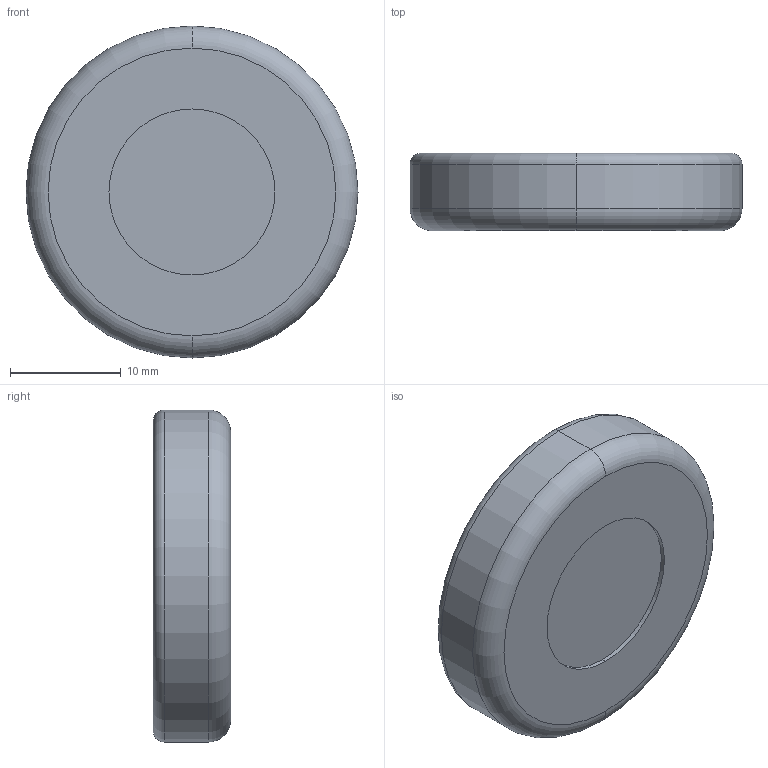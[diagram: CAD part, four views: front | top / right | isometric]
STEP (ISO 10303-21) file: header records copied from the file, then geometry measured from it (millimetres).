
FILE_DESCRIPTION (( 'STEP AP214' ), '1' );
FILE_NAME ('098dg040.STEP', '2014-08-13T08:25:33', ( '' ), ( '' ), 'SwSTEP 2.0', 'SolidWorks 2014', '' );
FILE_SCHEMA (( 'AUTOMOTIVE_DESIGN' ));
Length unit declared in the file: millimetre
Products named in the file (1): 098dg040
Bounding box: 30 x 7 x 30 mm (x, y, z)
Volume: 4011.7 mm3; surface area: 2186.1 mm2
Topology: 1 solids, 1 shells, 18 faces, 34 edges, 20 vertices
Faces by surface type: torus 8, cylinder 6, plane 4
Entity records: 518 total; most frequent: DIRECTION 100, CARTESIAN_POINT 73, ORIENTED_EDGE 68, AXIS2_PLACEMENT_3D 47, EDGE_CURVE 34, CIRCLE 28, VERTEX_POINT 20, EDGE_LOOP 20
